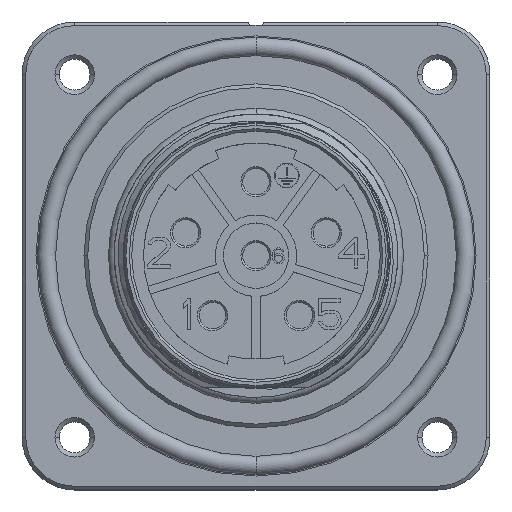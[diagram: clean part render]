
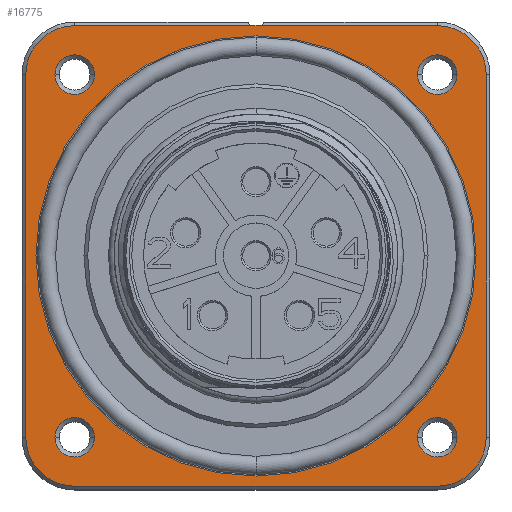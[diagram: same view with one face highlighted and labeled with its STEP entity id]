
A CAD part, top view. The second image highlights one B-rep face of the part: STEP entity #16775.
In plain terms, the highlighted planar face has unit normal (0, 0, 1).
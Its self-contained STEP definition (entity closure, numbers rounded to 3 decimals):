
#5995=CARTESIAN_POINT('',(0.,0.,-5.8));
#5996=DIRECTION('',(0.,0.,1.));
#5997=DIRECTION('',(0.,1.,0.));
#5998=AXIS2_PLACEMENT_3D('',#5995,#5996,#5997);
#6000=CARTESIAN_POINT('',(0.,0.,-5.8));
#6001=DIRECTION('',(0.,0.,1.));
#6002=DIRECTION('',(0.,-1.,0.));
#6003=AXIS2_PLACEMENT_3D('',#6000,#6001,#6002);
#6005=CARTESIAN_POINT('',(-14.708,14.708,-5.8));
#6006=DIRECTION('',(0.,0.,1.));
#6007=DIRECTION('',(0.,1.,0.));
#6008=AXIS2_PLACEMENT_3D('',#6005,#6006,#6007);
#6027=DIRECTION('',(0.,-1.,0.));
#6028=VECTOR('',#6027,29.416);
#6029=CARTESIAN_POINT('',(-18.675,14.708,-5.8));
#6030=LINE('',#6029,#6028);
#6133=DIRECTION('',(-1.,0.,0.));
#6134=VECTOR('',#6133,29.416);
#6135=CARTESIAN_POINT('',(14.708,18.675,-5.8));
#6136=LINE('',#6135,#6134);
#6229=CARTESIAN_POINT('',(-14.708,-14.708,-5.8));
#6230=DIRECTION('',(0.,0.,1.));
#6231=DIRECTION('',(-1.,0.,0.));
#6232=AXIS2_PLACEMENT_3D('',#6229,#6230,#6231);
#6251=DIRECTION('',(1.,0.,0.));
#6252=VECTOR('',#6251,29.416);
#6253=CARTESIAN_POINT('',(-14.708,-18.675,-5.8));
#6254=LINE('',#6253,#6252);
#6255=CARTESIAN_POINT('',(14.708,-14.708,-5.8));
#6256=DIRECTION('',(0.,0.,1.));
#6257=DIRECTION('',(0.,-1.,0.));
#6258=AXIS2_PLACEMENT_3D('',#6255,#6256,#6257);
#6277=DIRECTION('',(0.,1.,0.));
#6278=VECTOR('',#6277,29.416);
#6279=CARTESIAN_POINT('',(18.675,-14.708,-5.8));
#6280=LINE('',#6279,#6278);
#6281=CARTESIAN_POINT('',(14.708,14.708,-5.8));
#6282=DIRECTION('',(0.,0.,1.));
#6283=DIRECTION('',(1.,0.,0.));
#6284=AXIS2_PLACEMENT_3D('',#6281,#6282,#6283);
#6339=CARTESIAN_POINT('',(-14.708,14.708,-5.8));
#6340=DIRECTION('',(0.,0.,1.));
#6341=DIRECTION('',(-1.,0.,0.));
#6342=AXIS2_PLACEMENT_3D('',#6339,#6340,#6341);
#6349=CARTESIAN_POINT('',(-14.708,14.708,-5.8));
#6350=DIRECTION('',(0.,0.,1.));
#6351=DIRECTION('',(1.,0.,0.));
#6352=AXIS2_PLACEMENT_3D('',#6349,#6350,#6351);
#6403=CARTESIAN_POINT('',(-14.708,-14.708,-5.8));
#6404=DIRECTION('',(0.,0.,1.));
#6405=DIRECTION('',(-1.,0.,0.));
#6406=AXIS2_PLACEMENT_3D('',#6403,#6404,#6405);
#6413=CARTESIAN_POINT('',(-14.708,-14.708,-5.8));
#6414=DIRECTION('',(0.,0.,1.));
#6415=DIRECTION('',(1.,0.,0.));
#6416=AXIS2_PLACEMENT_3D('',#6413,#6414,#6415);
#6467=CARTESIAN_POINT('',(14.708,14.708,-5.8));
#6468=DIRECTION('',(0.,0.,1.));
#6469=DIRECTION('',(-1.,0.,0.));
#6470=AXIS2_PLACEMENT_3D('',#6467,#6468,#6469);
#6477=CARTESIAN_POINT('',(14.708,14.708,-5.8));
#6478=DIRECTION('',(0.,0.,1.));
#6479=DIRECTION('',(1.,0.,0.));
#6480=AXIS2_PLACEMENT_3D('',#6477,#6478,#6479);
#6531=CARTESIAN_POINT('',(14.708,-14.708,-5.8));
#6532=DIRECTION('',(0.,0.,1.));
#6533=DIRECTION('',(-1.,0.,0.));
#6534=AXIS2_PLACEMENT_3D('',#6531,#6532,#6533);
#6541=CARTESIAN_POINT('',(14.708,-14.708,-5.8));
#6542=DIRECTION('',(0.,0.,1.));
#6543=DIRECTION('',(1.,0.,0.));
#6544=AXIS2_PLACEMENT_3D('',#6541,#6542,#6543);
#7309=CARTESIAN_POINT('',(14.708,18.675,-5.8));
#7310=CARTESIAN_POINT('',(-14.708,18.675,-5.8));
#7311=VERTEX_POINT('',#7309);
#7312=VERTEX_POINT('',#7310);
#7313=CARTESIAN_POINT('',(-18.675,14.708,-5.8));
#7314=VERTEX_POINT('',#7313);
#7321=CARTESIAN_POINT('',(-18.675,-14.708,-5.8));
#7322=VERTEX_POINT('',#7321);
#7323=CARTESIAN_POINT('',(-14.708,-18.675,-5.8));
#7324=VERTEX_POINT('',#7323);
#7329=CARTESIAN_POINT('',(14.708,-18.675,-5.8));
#7330=VERTEX_POINT('',#7329);
#7331=CARTESIAN_POINT('',(18.675,-14.708,-5.8));
#7332=VERTEX_POINT('',#7331);
#7337=CARTESIAN_POINT('',(18.675,14.708,-5.8));
#7338=VERTEX_POINT('',#7337);
#7401=CARTESIAN_POINT('',(-16.308,14.708,-5.8));
#7402=CARTESIAN_POINT('',(-13.108,14.708,-5.8));
#7403=VERTEX_POINT('',#7401);
#7404=VERTEX_POINT('',#7402);
#7409=CARTESIAN_POINT('',(13.108,14.708,-5.8));
#7410=CARTESIAN_POINT('',(16.308,14.708,-5.8));
#7411=VERTEX_POINT('',#7409);
#7412=VERTEX_POINT('',#7410);
#7417=CARTESIAN_POINT('',(13.108,-14.708,-5.8));
#7418=CARTESIAN_POINT('',(16.308,-14.708,-5.8));
#7419=VERTEX_POINT('',#7417);
#7420=VERTEX_POINT('',#7418);
#7425=CARTESIAN_POINT('',(-16.308,-14.708,-5.8));
#7426=CARTESIAN_POINT('',(-13.108,-14.708,-5.8));
#7427=VERTEX_POINT('',#7425);
#7428=VERTEX_POINT('',#7426);
#7473=CARTESIAN_POINT('',(0.,17.85,-5.8));
#7474=CARTESIAN_POINT('',(0.,-17.85,-5.8));
#7475=VERTEX_POINT('',#7473);
#7476=VERTEX_POINT('',#7474);
#16723=CARTESIAN_POINT('',(0.,0.,-5.8));
#16724=DIRECTION('',(0.,0.,1.));
#16725=DIRECTION('',(1.,0.,0.));
#16726=AXIS2_PLACEMENT_3D('',#16723,#16724,#16725);
#16727=PLANE('',#16726);
#16729=ORIENTED_EDGE('',*,*,#16728,.F.);
#16731=ORIENTED_EDGE('',*,*,#16730,.F.);
#16733=ORIENTED_EDGE('',*,*,#16732,.F.);
#16735=ORIENTED_EDGE('',*,*,#16734,.F.);
#16737=ORIENTED_EDGE('',*,*,#16736,.F.);
#16739=ORIENTED_EDGE('',*,*,#16738,.F.);
#16741=ORIENTED_EDGE('',*,*,#16740,.F.);
#16743=ORIENTED_EDGE('',*,*,#16742,.F.);
#16744=EDGE_LOOP('',(#16729,#16731,#16733,#16735,#16737,#16739,#16741,#16743));
#16745=FACE_OUTER_BOUND('',#16744,.F.);
#16747=ORIENTED_EDGE('',*,*,#16746,.T.);
#16749=ORIENTED_EDGE('',*,*,#16748,.T.);
#16750=EDGE_LOOP('',(#16747,#16749));
#16751=FACE_BOUND('',#16750,.F.);
#16753=ORIENTED_EDGE('',*,*,#16752,.T.);
#16755=ORIENTED_EDGE('',*,*,#16754,.T.);
#16756=EDGE_LOOP('',(#16753,#16755));
#16757=FACE_BOUND('',#16756,.F.);
#16759=ORIENTED_EDGE('',*,*,#16758,.T.);
#16761=ORIENTED_EDGE('',*,*,#16760,.T.);
#16762=EDGE_LOOP('',(#16759,#16761));
#16763=FACE_BOUND('',#16762,.F.);
#16765=ORIENTED_EDGE('',*,*,#16764,.T.);
#16767=ORIENTED_EDGE('',*,*,#16766,.T.);
#16768=EDGE_LOOP('',(#16765,#16767));
#16769=FACE_BOUND('',#16768,.F.);
#16771=ORIENTED_EDGE('',*,*,#16770,.T.);
#16772=ORIENTED_EDGE('',*,*,#16713,.T.);
#16773=EDGE_LOOP('',(#16771,#16772));
#16774=FACE_BOUND('',#16773,.F.);
#5999=CIRCLE('',#5998,17.85);
#6004=CIRCLE('',#6003,17.85);
#6009=CIRCLE('',#6008,3.967);
#6233=CIRCLE('',#6232,3.967);
#6259=CIRCLE('',#6258,3.967);
#6285=CIRCLE('',#6284,3.967);
#6343=CIRCLE('',#6342,1.6);
#6353=CIRCLE('',#6352,1.6);
#6407=CIRCLE('',#6406,1.6);
#6417=CIRCLE('',#6416,1.6);
#6471=CIRCLE('',#6470,1.6);
#6481=CIRCLE('',#6480,1.6);
#6535=CIRCLE('',#6534,1.6);
#6545=CIRCLE('',#6544,1.6);
#16713=EDGE_CURVE('',#7476,#7475,#6004,.T.);
#16728=EDGE_CURVE('',#7312,#7314,#6009,.T.);
#16730=EDGE_CURVE('',#7311,#7312,#6136,.T.);
#16732=EDGE_CURVE('',#7338,#7311,#6285,.T.);
#16734=EDGE_CURVE('',#7332,#7338,#6280,.T.);
#16736=EDGE_CURVE('',#7330,#7332,#6259,.T.);
#16738=EDGE_CURVE('',#7324,#7330,#6254,.T.);
#16740=EDGE_CURVE('',#7322,#7324,#6233,.T.);
#16742=EDGE_CURVE('',#7314,#7322,#6030,.T.);
#16746=EDGE_CURVE('',#7403,#7404,#6343,.T.);
#16748=EDGE_CURVE('',#7404,#7403,#6353,.T.);
#16752=EDGE_CURVE('',#7427,#7428,#6407,.T.);
#16754=EDGE_CURVE('',#7428,#7427,#6417,.T.);
#16758=EDGE_CURVE('',#7411,#7412,#6471,.T.);
#16760=EDGE_CURVE('',#7412,#7411,#6481,.T.);
#16764=EDGE_CURVE('',#7419,#7420,#6535,.T.);
#16766=EDGE_CURVE('',#7420,#7419,#6545,.T.);
#16770=EDGE_CURVE('',#7475,#7476,#5999,.T.);
#16775=ADVANCED_FACE('',(#16745,#16751,#16757,#16763,#16769,#16774),#16727,.T.);
